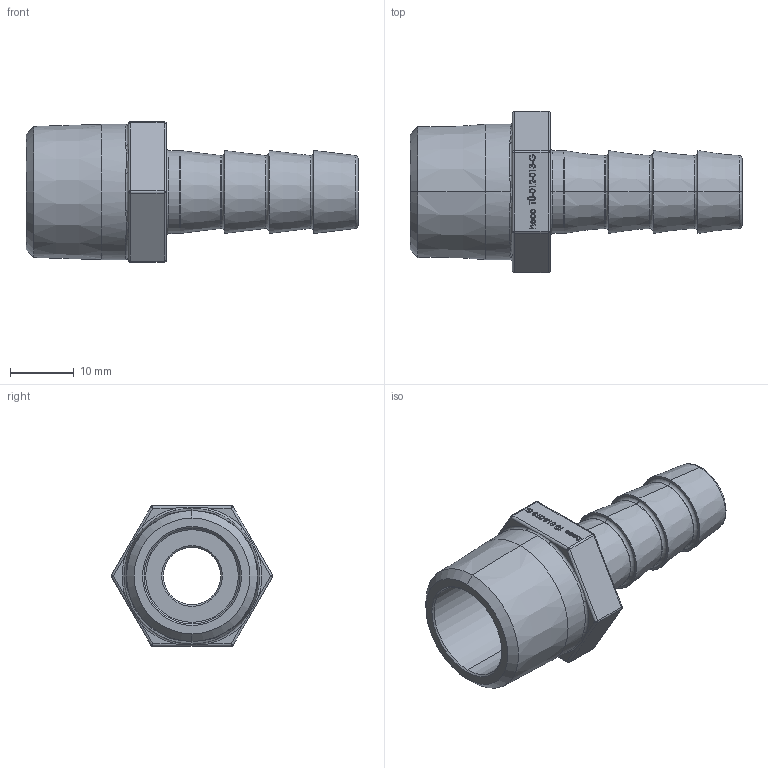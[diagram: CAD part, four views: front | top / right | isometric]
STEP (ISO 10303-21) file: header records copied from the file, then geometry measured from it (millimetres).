
FILE_DESCRIPTION (( 'STEP AP214' ), '1' );
FILE_NAME ('TÜ-012-013-G Tülle.STEP', '2018-05-30T06:52:13', ( '' ), ( '' ), 'SwSTEP 2.0', 'SolidWorks 2016', '' );
FILE_SCHEMA (( 'AUTOMOTIVE_DESIGN' ));
Length unit declared in the file: millimetre
Products named in the file (1): TÜ-012-013-G Tülle
Bounding box: 52 x 25.29 x 22 mm (x, y, z)
Volume: 6146.4 mm3; surface area: 5084.3 mm2
Topology: 1 solids, 1 shells, 293 faces, 717 edges, 446 vertices
Faces by surface type: bspline 103, plane 102, cone 26, cylinder 26, torus 24, sphere 12
Entity records: 16096 total; most frequent: CARTESIAN_POINT 7882, ORIENTED_EDGE 1418, DIRECTION 1019, EDGE_CURVE 709, VERTEX_POINT 442, VECTOR 365, LINE 365, AXIS2_PLACEMENT_3D 327
